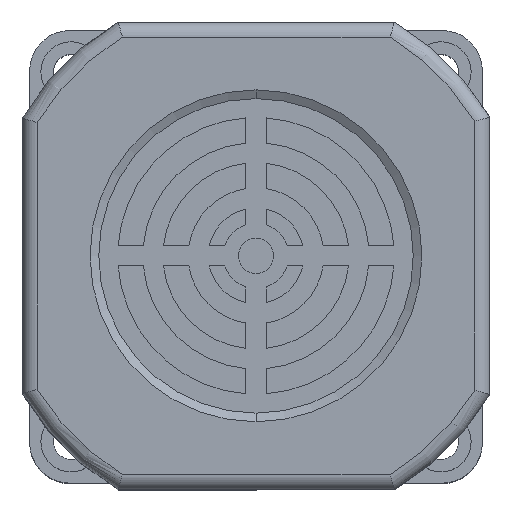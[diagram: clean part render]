
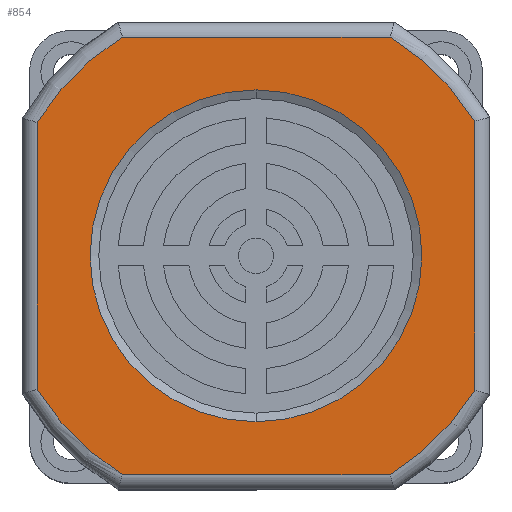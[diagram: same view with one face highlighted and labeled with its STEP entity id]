
A CAD part, top view. The second image highlights one B-rep face of the part: STEP entity #854.
In plain terms, the highlighted face is planar.
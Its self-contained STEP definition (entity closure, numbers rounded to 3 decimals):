
#6 = CARTESIAN_POINT ( 'NONE',  ( 0.05, 0., 0. ) ) ;
#68 = DIRECTION ( 'NONE',  ( 0., 0., 1. ) ) ;
#71 = DIRECTION ( 'NONE',  ( 0., -1., 0. ) ) ;
#84 = CARTESIAN_POINT ( 'NONE',  ( 0.05, 0., 0. ) ) ;
#317 = EDGE_CURVE ( 'NONE', #7701, #14336, #14422, .T. ) ;
#335 = DIRECTION ( 'NONE',  ( 0., -1., 0. ) ) ;
#343 = CARTESIAN_POINT ( 'NONE',  ( 0., 0., -33. ) ) ;
#642 = ORIENTED_EDGE ( 'NONE', *, *, #12770, .T. ) ;
#656 = VERTEX_POINT ( 'NONE', #9852 ) ;
#854 = ADVANCED_FACE ( 'NONE', ( #6912, #13253 ), #4949, .F. ) ;
#1182 = EDGE_CURVE ( 'NONE', #656, #7701, #14761, .T. ) ;
#1760 = VERTEX_POINT ( 'NONE', #9423 ) ;
#1857 = VERTEX_POINT ( 'NONE', #8774 ) ;
#1935 = CIRCLE ( 'NONE', #4866, 51. ) ;
#2300 = CARTESIAN_POINT ( 'NONE',  ( -43.5, 0., 26.54 ) ) ;
#2510 = VERTEX_POINT ( 'NONE', #3370 ) ;
#2713 = DIRECTION ( 'NONE',  ( 1., 0., 0. ) ) ;
#2775 = CARTESIAN_POINT ( 'NONE',  ( 0.05, 0., -43.5 ) ) ;
#2857 = ORIENTED_EDGE ( 'NONE', *, *, #11091, .T. ) ;
#3099 = EDGE_LOOP ( 'NONE', ( #4392, #13347 ) ) ;
#3370 = CARTESIAN_POINT ( 'NONE',  ( -43.5, 0., -26.54 ) ) ;
#3390 = AXIS2_PLACEMENT_3D ( 'NONE', #5114, #6455, #5453 ) ;
#3560 = CIRCLE ( 'NONE', #6902, 51. ) ;
#3650 = ORIENTED_EDGE ( 'NONE', *, *, #14397, .T. ) ;
#4392 = ORIENTED_EDGE ( 'NONE', *, *, #11173, .F. ) ;
#4465 = VECTOR ( 'NONE', #5504, 1000. ) ;
#4481 = EDGE_CURVE ( 'NONE', #1760, #656, #1935, .T. ) ;
#4490 = VERTEX_POINT ( 'NONE', #6266 ) ;
#4866 = AXIS2_PLACEMENT_3D ( 'NONE', #6306, #6292, #6290 ) ;
#4935 = LINE ( 'NONE', #13389, #14077 ) ;
#4949 = PLANE ( 'NONE',  #3390 ) ;
#5114 = CARTESIAN_POINT ( 'NONE',  ( 0.05, 0., 0. ) ) ;
#5453 = DIRECTION ( 'NONE',  ( 0., 0., 1. ) ) ;
#5504 = DIRECTION ( 'NONE',  ( -1., 0., 0. ) ) ;
#5585 = CARTESIAN_POINT ( 'NONE',  ( 0.05, 0., 43.5 ) ) ;
#5732 = VERTEX_POINT ( 'NONE', #2300 ) ;
#5983 = VECTOR ( 'NONE', #14732, 1000. ) ;
#6266 = CARTESIAN_POINT ( 'NONE',  ( -26.572, 0., -43.5 ) ) ;
#6290 = DIRECTION ( 'NONE',  ( 0., 0., 1. ) ) ;
#6292 = DIRECTION ( 'NONE',  ( 0., -1., 0. ) ) ;
#6306 = CARTESIAN_POINT ( 'NONE',  ( 0.05, 0., 0. ) ) ;
#6455 = DIRECTION ( 'NONE',  ( 0., 1., 0. ) ) ;
#6902 = AXIS2_PLACEMENT_3D ( 'NONE', #6, #335, #15628 ) ;
#6912 = FACE_OUTER_BOUND ( 'NONE', #8973, .T. ) ;
#7061 = CIRCLE ( 'NONE', #8160, 51. ) ;
#7102 = EDGE_CURVE ( 'NONE', #4490, #1760, #13431, .T. ) ;
#7511 = AXIS2_PLACEMENT_3D ( 'NONE', #84, #71, #68 ) ;
#7645 = LINE ( 'NONE', #5585, #4465 ) ;
#7701 = VERTEX_POINT ( 'NONE', #9806 ) ;
#7817 = ORIENTED_EDGE ( 'NONE', *, *, #7102, .T. ) ;
#8160 = AXIS2_PLACEMENT_3D ( 'NONE', #15016, #14969, #14965 ) ;
#8676 = EDGE_CURVE ( 'NONE', #2510, #4490, #7061, .T. ) ;
#8774 = CARTESIAN_POINT ( 'NONE',  ( -26.572, 0., 43.5 ) ) ;
#8973 = EDGE_LOOP ( 'NONE', ( #2857, #12192, #7817, #15452, #15576, #9653, #3650, #642 ) ) ;
#9178 = AXIS2_PLACEMENT_3D ( 'NONE', #12775, #12771, #12757 ) ;
#9395 = CARTESIAN_POINT ( 'NONE',  ( 26.673, 0., 43.5 ) ) ;
#9423 = CARTESIAN_POINT ( 'NONE',  ( 26.673, 0., -43.5 ) ) ;
#9653 = ORIENTED_EDGE ( 'NONE', *, *, #317, .T. ) ;
#9806 = CARTESIAN_POINT ( 'NONE',  ( 43.5, 0., 26.705 ) ) ;
#9811 = AXIS2_PLACEMENT_3D ( 'NONE', #12097, #12047, #12007 ) ;
#9852 = CARTESIAN_POINT ( 'NONE',  ( 43.5, 0., -26.705 ) ) ;
#9909 = VECTOR ( 'NONE', #2713, 1000. ) ;
#10891 = VERTEX_POINT ( 'NONE', #15007 ) ;
#11091 = EDGE_CURVE ( 'NONE', #5732, #2510, #4935, .T. ) ;
#11173 = EDGE_CURVE ( 'NONE', #12760, #10891, #13677, .T. ) ;
#12007 = DIRECTION ( 'NONE',  ( 0., 0., -1. ) ) ;
#12047 = DIRECTION ( 'NONE',  ( 0., -1., 0. ) ) ;
#12097 = CARTESIAN_POINT ( 'NONE',  ( 0., 0., 0. ) ) ;
#12192 = ORIENTED_EDGE ( 'NONE', *, *, #8676, .T. ) ;
#12757 = DIRECTION ( 'NONE',  ( 0., 0., -1. ) ) ;
#12760 = VERTEX_POINT ( 'NONE', #343 ) ;
#12770 = EDGE_CURVE ( 'NONE', #1857, #5732, #3560, .T. ) ;
#12771 = DIRECTION ( 'NONE',  ( 0., -1., 0. ) ) ;
#12775 = CARTESIAN_POINT ( 'NONE',  ( 0., 0., 0. ) ) ;
#13253 = FACE_BOUND ( 'NONE', #3099, .T. ) ;
#13272 = EDGE_CURVE ( 'NONE', #10891, #12760, #14223, .T. ) ;
#13347 = ORIENTED_EDGE ( 'NONE', *, *, #13272, .F. ) ;
#13374 = DIRECTION ( 'NONE',  ( 0., 0., -1. ) ) ;
#13389 = CARTESIAN_POINT ( 'NONE',  ( -43.5, 0., 0. ) ) ;
#13431 = LINE ( 'NONE', #2775, #9909 ) ;
#13677 = CIRCLE ( 'NONE', #9178, 33. ) ;
#14077 = VECTOR ( 'NONE', #13374, 1000. ) ;
#14223 = CIRCLE ( 'NONE', #9811, 33. ) ;
#14336 = VERTEX_POINT ( 'NONE', #9395 ) ;
#14397 = EDGE_CURVE ( 'NONE', #14336, #1857, #7645, .T. ) ;
#14422 = CIRCLE ( 'NONE', #7511, 51. ) ;
#14711 = CARTESIAN_POINT ( 'NONE',  ( 43.5, 0., 0. ) ) ;
#14732 = DIRECTION ( 'NONE',  ( 0., 0., 1. ) ) ;
#14761 = LINE ( 'NONE', #14711, #5983 ) ;
#14965 = DIRECTION ( 'NONE',  ( 0., 0., 1. ) ) ;
#14969 = DIRECTION ( 'NONE',  ( 0., -1., 0. ) ) ;
#15007 = CARTESIAN_POINT ( 'NONE',  ( 0., 0., 33. ) ) ;
#15016 = CARTESIAN_POINT ( 'NONE',  ( 0.05, 0., 0. ) ) ;
#15452 = ORIENTED_EDGE ( 'NONE', *, *, #4481, .T. ) ;
#15576 = ORIENTED_EDGE ( 'NONE', *, *, #1182, .T. ) ;
#15628 = DIRECTION ( 'NONE',  ( 0., 0., 1. ) ) ;
